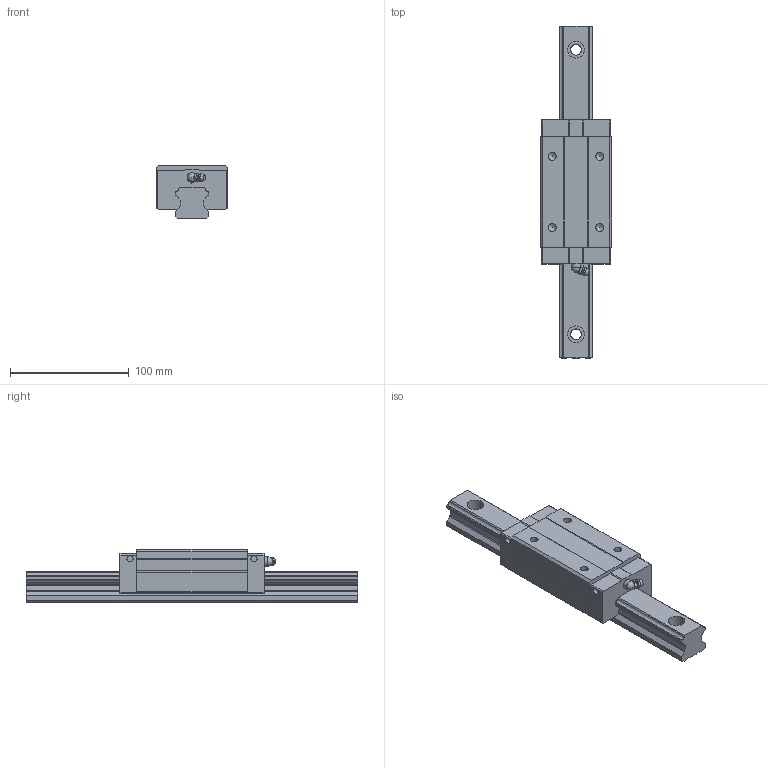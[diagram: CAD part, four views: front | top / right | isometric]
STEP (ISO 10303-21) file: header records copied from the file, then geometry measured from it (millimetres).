
FILE_DESCRIPTION(/* description */ ('Unknown'),/* implementation_level */ '2;1');
FILE_NAME(/* name */ 'H30RLUU1-280L20_20',/* time_stamp */ '2023-10-03T17:38:19+09:00',/* author */ ('Unknown'),/* organization */ ('Unknown'),/* preprocessor_version */ 'ST-DEVELOPER v18.102',/* originating_system */ 'Solid Edge',/* authorisation */ 'Unknown');
FILE_SCHEMA (('AUTOMOTIVE_DESIGN {1 0 10303 214 3 1 1}'));
Length unit declared in the file: millimetre
Products named in the file (4): thisAsm; H30_RAIL; B-M6F; H30RL_BLOCK
Assembly tree (3 placements, depth 2):
  thisAsm
    H30_RAIL
    B-M6F
    H30RL_BLOCK
Bounding box: 60 x 280 x 45 mm (x, y, z)
Volume: 371210.5 mm3; surface area: 68998.3 mm2
Topology: 3 solids, 3 shells, 191 faces, 524 edges, 346 vertices
Faces by surface type: plane 123, cylinder 51, cone 13, torus 3, sphere 1
Full cylindrical faces by diameter (mm): 4.917 x2, 5.2 x4, 6 x1, 6.647 x4, 8 x1, 9 x4, 14 x4
Entity records: 6610 total; most frequent: CARTESIAN_POINT 1102, DIRECTION 984, ORIENTED_EDGE 950, EDGE_CURVE 475, AXIS2_PLACEMENT_3D 338, VERTEX_POINT 332, LINE 308, VECTOR 308
